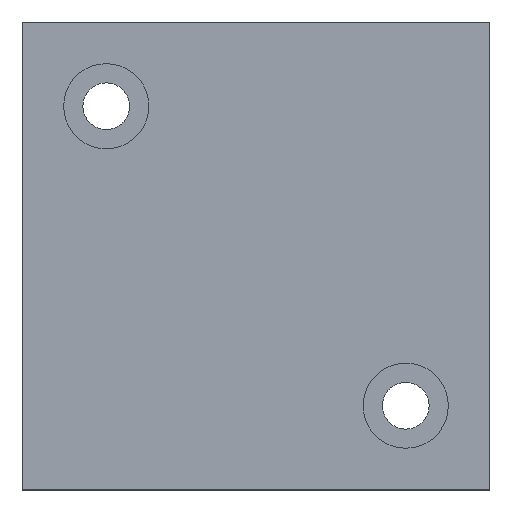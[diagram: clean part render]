
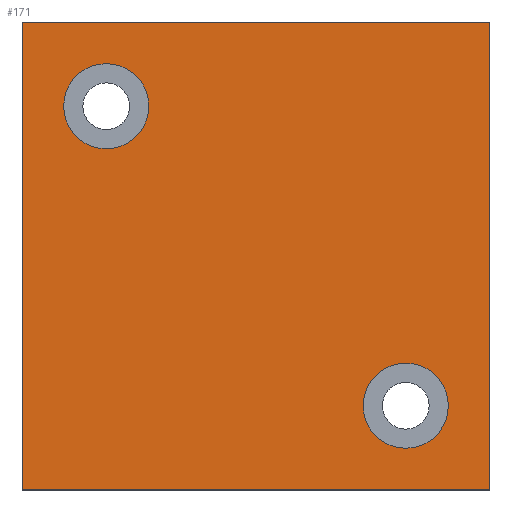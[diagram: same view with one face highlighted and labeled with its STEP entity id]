
A CAD part, top view. The second image highlights one B-rep face of the part: STEP entity #171.
In plain terms, the highlighted planar face has unit normal (0, 0, 1).
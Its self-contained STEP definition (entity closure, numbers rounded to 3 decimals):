
#3=CARTESIAN_POINT('POINT2',(161.45,44.,190.));
#4=VERTEX_POINT('VERTEX2',#3);
#11=CARTESIAN_POINT('POINT3',(170.55,44.,190.));
#12=VERTEX_POINT('VERTEX3',#11);
#13=CARTESIAN_POINT('POS2',(166.,44.,190.));
#14=DIRECTION('DIR2',(0.,0.,-1.));
#15=DIRECTION('DIR3',(-1.,0.,0.));
#16=AXIS2_PLACEMENT_3D('AXIS1',#13,#14,#15);
#17=CIRCLE('ELLIPSE1',#16,4.55);
#18=EDGE_CURVE('EDGE2',#12,#4,#17,.T.);
#47=EDGE_CURVE('EDGE6',#4,#12,#17,.T.);
#54=CARTESIAN_POINT('POINT6',(129.45,76.,190.));
#55=VERTEX_POINT('VERTEX6',#54);
#62=CARTESIAN_POINT('POINT7',(138.55,76.,190.));
#63=VERTEX_POINT('VERTEX7',#62);
#64=CARTESIAN_POINT('POS7',(134.,76.,190.));
#65=DIRECTION('DIR10',(0.,0.,-1.));
#66=DIRECTION('DIR11',(-1.,0.,0.));
#67=AXIS2_PLACEMENT_3D('AXIS4',#64,#65,#66);
#68=CIRCLE('ELLIPSE3',#67,4.55);
#69=EDGE_CURVE('EDGE8',#63,#55,#68,.T.);
#98=EDGE_CURVE('EDGE12',#55,#63,#68,.T.);
#124=ORIENTED_EDGE('COEDGE19',*,*,#69,.T.);
#125=ORIENTED_EDGE('COEDGE20',*,*,#98,.T.);
#126=EDGE_LOOP('NONE',(#124,#125));
#127=FACE_BOUND('LOOP1',#126,.T.);
#128=ORIENTED_EDGE('COEDGE21',*,*,#18,.T.);
#129=ORIENTED_EDGE('COEDGE22',*,*,#47,.T.);
#130=EDGE_LOOP('NONE',(#128,#129));
#131=FACE_BOUND('LOOP1',#130,.T.);
#132=CARTESIAN_POINT('POINT11',(125.,85.,190.));
#133=VERTEX_POINT('VERTEX11',#132);
#134=CARTESIAN_POINT('POINT12',(125.,35.,190.));
#135=VERTEX_POINT('VERTEX12',#134);
#136=CARTESIAN_POINT('POS13',(125.,60.,190.));
#137=DIRECTION('DIR21',(0.,-1.,0.));
#138=VECTOR('VEC5',#137,1.);
#139=LINE('STRAIGHT5',#136,#138);
#140=EDGE_CURVE('EDGE15',#133,#135,#139,.T.);
#141=ORIENTED_EDGE('COEDGE23',*,*,#140,.T.);
#142=CARTESIAN_POINT('POINT13',(175.,35.,190.));
#143=VERTEX_POINT('VERTEX13',#142);
#144=CARTESIAN_POINT('POS14',(150.,35.,190.));
#145=DIRECTION('DIR22',(-1.,0.,0.));
#146=VECTOR('VEC6',#145,1.);
#147=LINE('STRAIGHT6',#144,#146);
#148=EDGE_CURVE('EDGE16',#143,#135,#147,.T.);
#149=ORIENTED_EDGE('COEDGE24',*,*,#148,.F.);
#150=CARTESIAN_POINT('POINT14',(175.,85.,190.));
#151=VERTEX_POINT('VERTEX14',#150);
#152=CARTESIAN_POINT('POS15',(175.,60.,190.));
#153=DIRECTION('DIR23',(0.,-1.,0.));
#154=VECTOR('VEC7',#153,1.);
#155=LINE('STRAIGHT7',#152,#154);
#156=EDGE_CURVE('EDGE17',#151,#143,#155,.T.);
#157=ORIENTED_EDGE('COEDGE25',*,*,#156,.F.);
#158=CARTESIAN_POINT('POS16',(150.,85.,190.));
#159=DIRECTION('DIR24',(1.,0.,0.));
#160=VECTOR('VEC8',#159,1.);
#161=LINE('STRAIGHT8',#158,#160);
#162=EDGE_CURVE('EDGE18',#133,#151,#161,.T.);
#163=ORIENTED_EDGE('COEDGE26',*,*,#162,.F.);
#164=EDGE_LOOP('NONE',(#141,#149,#157,#163));
#165=FACE_BOUND('LOOP1',#164,.T.);
#166=CARTESIAN_POINT('POS17',(150.,60.,190.));
#167=DIRECTION('DIR25',(0.,0.,-1.));
#168=DIRECTION('DIR26',(1.,0.,0.));
#169=AXIS2_PLACEMENT_3D('AXIS9',#166,#167,#168);
#170=PLANE('PLANE2',#169);
#171=ADVANCED_FACE('FACE6',(#127,#131,#165),#170,.F.);
